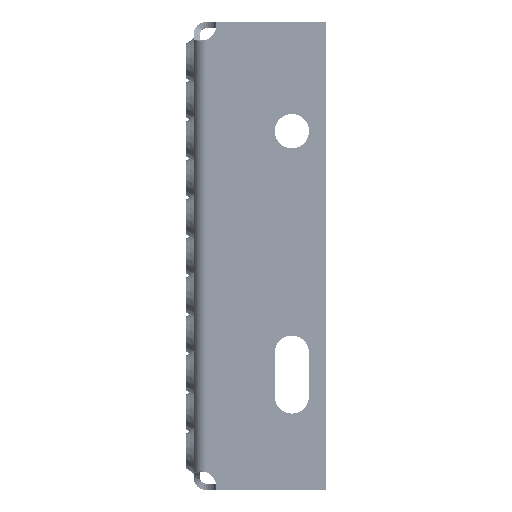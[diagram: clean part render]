
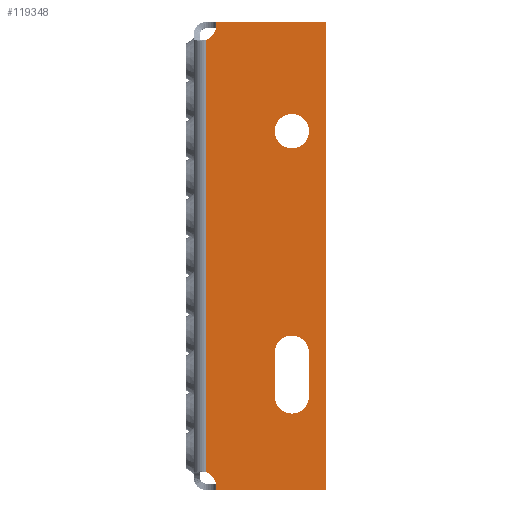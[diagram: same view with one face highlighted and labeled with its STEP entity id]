
A CAD part, left-side view. The second image highlights one B-rep face of the part: STEP entity #119348.
In plain terms, the highlighted planar face has unit normal (-1, 0, 0).
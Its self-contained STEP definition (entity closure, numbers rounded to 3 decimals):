
#1347 = EDGE_CURVE ( 'NONE', #96787, #125415, #150903, .T. ) ;
#1940 = ORIENTED_EDGE ( 'NONE', *, *, #106405, .F. ) ;
#5840 = DIRECTION ( 'NONE',  ( -1., 0., 0. ) ) ;
#7539 = CARTESIAN_POINT ( 'NONE',  ( -500., -25.998, -31. ) ) ;
#12280 = CARTESIAN_POINT ( 'NONE',  ( -500., -2.288, -74. ) ) ;
#15268 = ORIENTED_EDGE ( 'NONE', *, *, #1347, .F. ) ;
#16257 = LINE ( 'NONE', #138224, #73903 ) ;
#19317 = CARTESIAN_POINT ( 'NONE',  ( -500., -31.498, -45. ) ) ;
#19559 = CARTESIAN_POINT ( 'NONE',  ( -500., -36.998, -45. ) ) ;
#20179 = CARTESIAN_POINT ( 'NONE',  ( -500., -25.998, -74. ) ) ;
#21418 = CIRCLE ( 'NONE', #38416, 5.5 ) ;
#25591 = DIRECTION ( 'NONE',  ( 0., 0., 1. ) ) ;
#26290 = CIRCLE ( 'NONE', #166529, 5.5 ) ;
#27491 = ORIENTED_EDGE ( 'NONE', *, *, #60312, .F. ) ;
#27767 = ORIENTED_EDGE ( 'NONE', *, *, #71662, .T. ) ;
#32566 = DIRECTION ( 'NONE',  ( 0., -1., 0. ) ) ;
#34979 = VERTEX_POINT ( 'NONE', #121000 ) ;
#36884 = VECTOR ( 'NONE', #112249, 1000. ) ;
#38241 = DIRECTION ( 'NONE',  ( -1., 0., 0. ) ) ;
#38416 = AXIS2_PLACEMENT_3D ( 'NONE', #78215, #170334, #91475 ) ;
#42591 = CIRCLE ( 'NONE', #117497, 5. ) ;
#42644 = ORIENTED_EDGE ( 'NONE', *, *, #114395, .F. ) ;
#46003 = ORIENTED_EDGE ( 'NONE', *, *, #154338, .T. ) ;
#46790 = DIRECTION ( 'NONE',  ( 0., 0., 1. ) ) ;
#47789 = VERTEX_POINT ( 'NONE', #122549 ) ;
#49627 = VERTEX_POINT ( 'NONE', #76990 ) ;
#51952 = LINE ( 'NONE', #125644, #117769 ) ;
#52533 = EDGE_CURVE ( 'NONE', #118503, #108671, #146701, .T. ) ;
#52652 = ORIENTED_EDGE ( 'NONE', *, *, #134197, .F. ) ;
#54896 = CARTESIAN_POINT ( 'NONE',  ( -500., -7.187, 75. ) ) ;
#60312 = EDGE_CURVE ( 'NONE', #81778, #49627, #137774, .T. ) ;
#60576 = DIRECTION ( 'NONE',  ( -1., 0., 0. ) ) ;
#66789 = DIRECTION ( 'NONE',  ( 0., -1., 0. ) ) ;
#67941 = DIRECTION ( 'NONE',  ( 1., 0., 0. ) ) ;
#70788 = DIRECTION ( 'NONE',  ( 1., 0., 0. ) ) ;
#71662 = EDGE_CURVE ( 'NONE', #47789, #34979, #72518, .T. ) ;
#72139 = ORIENTED_EDGE ( 'NONE', *, *, #95273, .F. ) ;
#72518 = LINE ( 'NONE', #145591, #169320 ) ;
#73903 = VECTOR ( 'NONE', #85877, 1000. ) ;
#76706 = VECTOR ( 'NONE', #150440, 1000. ) ;
#76804 = CARTESIAN_POINT ( 'NONE',  ( -500., -36.998, -31. ) ) ;
#76990 = CARTESIAN_POINT ( 'NONE',  ( -500., -25.998, -45. ) ) ;
#78215 = CARTESIAN_POINT ( 'NONE',  ( -500., -31.498, -31. ) ) ;
#81353 = FACE_BOUND ( 'NONE', #145066, .T. ) ;
#81569 = VERTEX_POINT ( 'NONE', #54896 ) ;
#81778 = VERTEX_POINT ( 'NONE', #7539 ) ;
#84750 = CARTESIAN_POINT ( 'NONE',  ( -500., -31.498, 40. ) ) ;
#85837 = CARTESIAN_POINT ( 'NONE',  ( -500., -36.998, 40. ) ) ;
#85877 = DIRECTION ( 'NONE',  ( 0., 0., 1. ) ) ;
#88727 = VERTEX_POINT ( 'NONE', #96804 ) ;
#91162 = PLANE ( 'NONE',  #130886 ) ;
#91475 = DIRECTION ( 'NONE',  ( 0., -1., 0. ) ) ;
#93675 = DIRECTION ( 'NONE',  ( 0., 1., 0. ) ) ;
#95273 = EDGE_CURVE ( 'NONE', #108671, #81778, #21418, .T. ) ;
#96787 = VERTEX_POINT ( 'NONE', #85837 ) ;
#96804 = CARTESIAN_POINT ( 'NONE',  ( -500., -4., 69.302 ) ) ;
#98004 = DIRECTION ( 'NONE',  ( 0., -1., 0. ) ) ;
#99130 = CARTESIAN_POINT ( 'NONE',  ( -500., -42.498, 75. ) ) ;
#104479 = EDGE_LOOP ( 'NONE', ( #1940, #15268 ) ) ;
#105663 = LINE ( 'NONE', #106945, #140617 ) ;
#106405 = EDGE_CURVE ( 'NONE', #125415, #96787, #26290, .T. ) ;
#106945 = CARTESIAN_POINT ( 'NONE',  ( -500., -42.498, 75. ) ) ;
#108671 = VERTEX_POINT ( 'NONE', #76804 ) ;
#109957 = EDGE_CURVE ( 'NONE', #163212, #81569, #105663, .T. ) ;
#111373 = DIRECTION ( 'NONE',  ( -1., 0., 0. ) ) ;
#111718 = ORIENTED_EDGE ( 'NONE', *, *, #158074, .T. ) ;
#112249 = DIRECTION ( 'NONE',  ( 0., 0., -1. ) ) ;
#114395 = EDGE_CURVE ( 'NONE', #167179, #88727, #51952, .T. ) ;
#116351 = FACE_BOUND ( 'NONE', #104479, .T. ) ;
#116951 = CARTESIAN_POINT ( 'NONE',  ( -500., -25.998, 40. ) ) ;
#117497 = AXIS2_PLACEMENT_3D ( 'NONE', #149622, #70788, #162890 ) ;
#117769 = VECTOR ( 'NONE', #46790, 1000. ) ;
#118404 = EDGE_CURVE ( 'NONE', #167179, #47789, #42591, .T. ) ;
#118503 = VERTEX_POINT ( 'NONE', #19559 ) ;
#119121 = EDGE_LOOP ( 'NONE', ( #42644, #128315, #27767, #46003, #169872, #111718 ) ) ;
#119348 = ADVANCED_FACE ( 'NONE', ( #81353, #116351, #151405 ), #91162, .T. ) ;
#119981 = CIRCLE ( 'NONE', #144832, 5. ) ;
#121000 = CARTESIAN_POINT ( 'NONE',  ( -500., -42.498, -75. ) ) ;
#122549 = CARTESIAN_POINT ( 'NONE',  ( -500., -7.187, -75. ) ) ;
#125415 = VERTEX_POINT ( 'NONE', #116951 ) ;
#125644 = CARTESIAN_POINT ( 'NONE',  ( -500., -4., -74. ) ) ;
#128315 = ORIENTED_EDGE ( 'NONE', *, *, #118404, .T. ) ;
#130886 = AXIS2_PLACEMENT_3D ( 'NONE', #12280, #38241, #25591 ) ;
#134197 = EDGE_CURVE ( 'NONE', #49627, #118503, #134509, .T. ) ;
#134509 = CIRCLE ( 'NONE', #157339, 5.5 ) ;
#137213 = CARTESIAN_POINT ( 'NONE',  ( -500., -36.998, -74. ) ) ;
#137774 = LINE ( 'NONE', #20179, #36884 ) ;
#138030 = ORIENTED_EDGE ( 'NONE', *, *, #52533, .F. ) ;
#138224 = CARTESIAN_POINT ( 'NONE',  ( -500., -42.498, -75. ) ) ;
#139382 = CARTESIAN_POINT ( 'NONE',  ( -500., -31.498, 40. ) ) ;
#140617 = VECTOR ( 'NONE', #93675, 1000. ) ;
#144109 = AXIS2_PLACEMENT_3D ( 'NONE', #84750, #5840, #98004 ) ;
#144832 = AXIS2_PLACEMENT_3D ( 'NONE', #146769, #67941, #160070 ) ;
#145066 = EDGE_LOOP ( 'NONE', ( #72139, #138030, #52652, #27491 ) ) ;
#145591 = CARTESIAN_POINT ( 'NONE',  ( -500., -7.187, -75. ) ) ;
#146701 = LINE ( 'NONE', #137213, #76706 ) ;
#146769 = CARTESIAN_POINT ( 'NONE',  ( -500., -2.288, 74. ) ) ;
#149622 = CARTESIAN_POINT ( 'NONE',  ( -500., -2.288, -74. ) ) ;
#150440 = DIRECTION ( 'NONE',  ( 0., 0., 1. ) ) ;
#150903 = CIRCLE ( 'NONE', #144109, 5.5 ) ;
#151405 = FACE_OUTER_BOUND ( 'NONE', #119121, .T. ) ;
#152460 = CARTESIAN_POINT ( 'NONE',  ( -500., -4., -69.302 ) ) ;
#152632 = DIRECTION ( 'NONE',  ( 0., -1., 0. ) ) ;
#154338 = EDGE_CURVE ( 'NONE', #34979, #163212, #16257, .T. ) ;
#157339 = AXIS2_PLACEMENT_3D ( 'NONE', #19317, #111373, #32566 ) ;
#158074 = EDGE_CURVE ( 'NONE', #81569, #88727, #119981, .T. ) ;
#160070 = DIRECTION ( 'NONE',  ( 0., 0., 1. ) ) ;
#162890 = DIRECTION ( 'NONE',  ( 0., 0., 1. ) ) ;
#163212 = VERTEX_POINT ( 'NONE', #99130 ) ;
#166529 = AXIS2_PLACEMENT_3D ( 'NONE', #139382, #60576, #152632 ) ;
#167179 = VERTEX_POINT ( 'NONE', #152460 ) ;
#169320 = VECTOR ( 'NONE', #66789, 1000. ) ;
#169872 = ORIENTED_EDGE ( 'NONE', *, *, #109957, .T. ) ;
#170334 = DIRECTION ( 'NONE',  ( -1., 0., 0. ) ) ;
